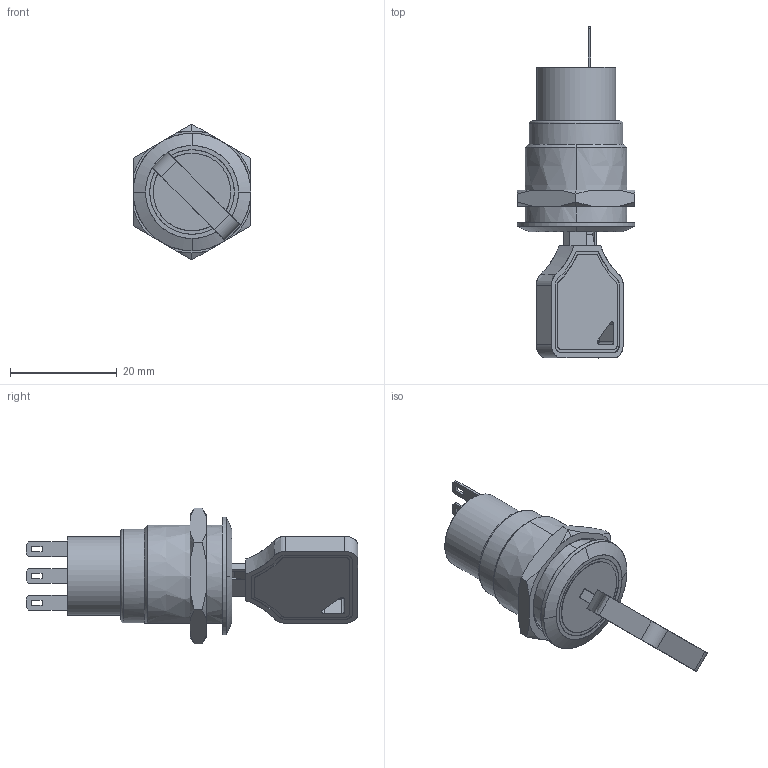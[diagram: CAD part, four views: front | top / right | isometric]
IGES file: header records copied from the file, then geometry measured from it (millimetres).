
Global section: file name: 65H1001039.igs; native system: Rhinoceros ( May  7 2021 ); preprocessor: Trout Lake IGES 012 May  7 2021; date: 210528.102826; units: millimetre
Bounding box: 22 x 62.1 x 25.4 mm (x, y, z)
Surface area: 4552.9 mm2 (no closed solid volume)
Topology: 0 solids, 0 shells, 188 faces, 1117 edges, 1106 vertices
Faces by surface type: bspline 188
